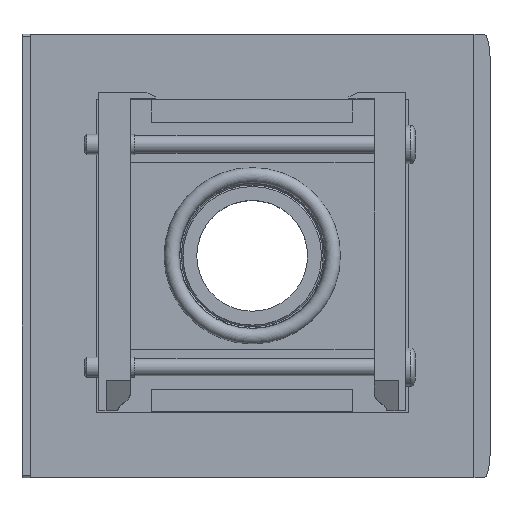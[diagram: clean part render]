
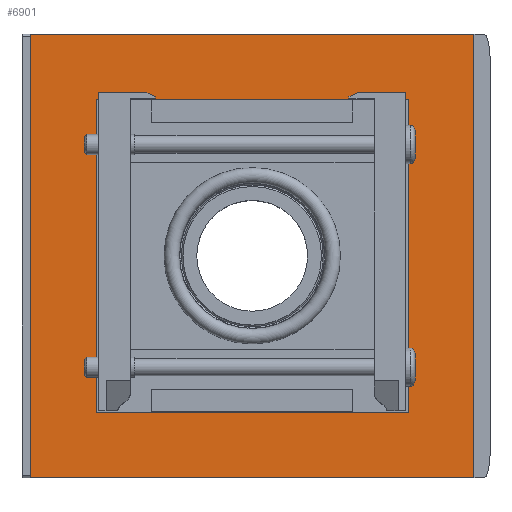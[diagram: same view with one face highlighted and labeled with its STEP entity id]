
A CAD part, top view. The second image highlights one B-rep face of the part: STEP entity #6901.
In plain terms, the highlighted planar face has unit normal (0, 0, 1).
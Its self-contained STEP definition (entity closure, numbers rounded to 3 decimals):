
#832=ORIENTED_EDGE('',*,*,#2760,.T.);
#833=ORIENTED_EDGE('',*,*,#2663,.T.);
#834=ORIENTED_EDGE('',*,*,#2761,.F.);
#835=ORIENTED_EDGE('',*,*,#2658,.F.);
#836=ORIENTED_EDGE('',*,*,#2762,.T.);
#837=ORIENTED_EDGE('',*,*,#2763,.F.);
#838=ORIENTED_EDGE('',*,*,#2764,.F.);
#839=ORIENTED_EDGE('',*,*,#2758,.T.);
#2658=EDGE_CURVE('',#3627,#3628,#4312,.T.);
#2663=EDGE_CURVE('',#3632,#3631,#4317,.T.);
#2758=EDGE_CURVE('',#3711,#3710,#4383,.T.);
#2760=EDGE_CURVE('',#3627,#3632,#4385,.T.);
#2761=EDGE_CURVE('',#3628,#3631,#4386,.T.);
#2762=EDGE_CURVE('',#3710,#3712,#4387,.T.);
#2763=EDGE_CURVE('',#3713,#3712,#4388,.T.);
#2764=EDGE_CURVE('',#3711,#3713,#4389,.T.);
#3627=VERTEX_POINT('',#11495);
#3628=VERTEX_POINT('',#11497);
#3631=VERTEX_POINT('',#11505);
#3632=VERTEX_POINT('',#11507);
#3710=VERTEX_POINT('',#11692);
#3711=VERTEX_POINT('',#11694);
#3712=VERTEX_POINT('',#11700);
#3713=VERTEX_POINT('',#11702);
#4312=LINE('',#11496,#4940);
#4317=LINE('',#11506,#4945);
#4383=LINE('',#11693,#5011);
#4385=LINE('',#11697,#5013);
#4386=LINE('',#11698,#5014);
#4387=LINE('',#11699,#5015);
#4388=LINE('',#11701,#5016);
#4389=LINE('',#11703,#5017);
#4940=VECTOR('',#9336,1000.);
#4945=VECTOR('',#9343,1000.);
#5011=VECTOR('',#9493,1000.);
#5013=VECTOR('',#9497,1000.);
#5014=VECTOR('',#9498,1000.);
#5015=VECTOR('',#9499,1000.);
#5016=VECTOR('',#9500,1000.);
#5017=VECTOR('',#9501,1000.);
#5535=EDGE_LOOP('',(#832,#833,#834,#835));
#5536=EDGE_LOOP('',(#836,#837,#838,#839));
#6095=FACE_BOUND('',#5535,.T.);
#6096=FACE_BOUND('',#5536,.T.);
#6644=PLANE('',#8537);
#6901=ADVANCED_FACE('',(#6095,#6096),#6644,.F.);
#8537=AXIS2_PLACEMENT_3D('',#11696,#9495,#9496);
#9336=DIRECTION('',(-1.,0.,0.));
#9343=DIRECTION('',(-1.,0.,0.));
#9493=DIRECTION('',(0.,-1.,0.));
#9495=DIRECTION('',(0.,0.,-1.));
#9496=DIRECTION('',(-1.,0.,0.));
#9497=DIRECTION('',(0.,-1.,0.));
#9498=DIRECTION('',(0.,-1.,0.));
#9499=DIRECTION('',(1.,0.,0.));
#9500=DIRECTION('',(0.,-1.,0.));
#9501=DIRECTION('',(1.,0.,0.));
#11495=CARTESIAN_POINT('',(31.,31.,10.));
#11496=CARTESIAN_POINT('',(31.,31.,10.));
#11497=CARTESIAN_POINT('',(-31.,31.,10.));
#11505=CARTESIAN_POINT('',(-31.,-31.,10.));
#11506=CARTESIAN_POINT('',(31.,-31.,10.));
#11507=CARTESIAN_POINT('',(31.,-31.,10.));
#11692=CARTESIAN_POINT('',(-44.,-44.,10.));
#11693=CARTESIAN_POINT('',(-44.,44.,10.));
#11694=CARTESIAN_POINT('',(-44.,44.,10.));
#11696=CARTESIAN_POINT('',(-44.,44.,10.));
#11697=CARTESIAN_POINT('',(31.,31.,10.));
#11698=CARTESIAN_POINT('',(-31.,31.,10.));
#11699=CARTESIAN_POINT('',(-44.,-44.,10.));
#11700=CARTESIAN_POINT('',(44.,-44.,10.));
#11701=CARTESIAN_POINT('',(44.,44.,10.));
#11702=CARTESIAN_POINT('',(44.,44.,10.));
#11703=CARTESIAN_POINT('',(-44.,44.,10.));
